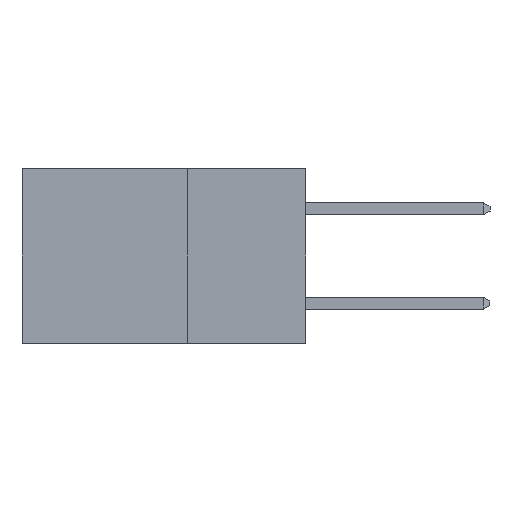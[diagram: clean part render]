
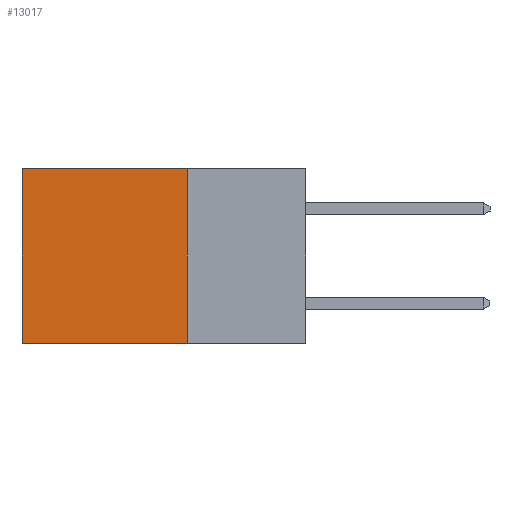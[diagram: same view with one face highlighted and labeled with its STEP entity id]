
A CAD part, left-side view. The second image highlights one B-rep face of the part: STEP entity #13017.
In plain terms, the highlighted planar face has unit normal (-1, 0, 0).
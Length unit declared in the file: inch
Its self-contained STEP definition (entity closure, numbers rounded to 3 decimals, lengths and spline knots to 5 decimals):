
#20 = DIRECTION ( 'NONE',  ( 0., 0., -1. ) ) ;
#186 = CARTESIAN_POINT ( 'NONE',  ( 0.298, 0.25, 0. ) ) ;
#286 = VERTEX_POINT ( 'NONE', #8724 ) ;
#1342 = VECTOR ( 'NONE', #3606, 39.37008 ) ;
#2113 = EDGE_CURVE ( 'NONE', #3176, #7126, #13023, .T. ) ;
#2648 = EDGE_CURVE ( 'NONE', #7126, #286, #4087, .T. ) ;
#3072 = CARTESIAN_POINT ( 'NONE',  ( 0.298, 0.25, -0.37 ) ) ;
#3176 = VERTEX_POINT ( 'NONE', #8831 ) ;
#3392 = PLANE ( 'NONE',  #12676 ) ;
#3606 = DIRECTION ( 'NONE',  ( 0., 0., -1. ) ) ;
#4087 = LINE ( 'NONE', #9656, #11662 ) ;
#4325 = EDGE_CURVE ( 'NONE', #3176, #8918, #9224, .T. ) ;
#5094 = CARTESIAN_POINT ( 'NONE',  ( 0.298, 0.6, 0. ) ) ;
#5311 = CARTESIAN_POINT ( 'NONE',  ( 0.298, 0.25, 0. ) ) ;
#5825 = ORIENTED_EDGE ( 'NONE', *, *, #4325, .F. ) ;
#6458 = DIRECTION ( 'NONE',  ( 1., 0., 0. ) ) ;
#7126 = VERTEX_POINT ( 'NONE', #5094 ) ;
#7241 = DIRECTION ( 'NONE',  ( 0., 1., 0. ) ) ;
#7526 = VECTOR ( 'NONE', #7241, 39.37008 ) ;
#7781 = EDGE_LOOP ( 'NONE', ( #10139, #10726, #5825, #11042 ) ) ;
#8567 = FACE_OUTER_BOUND ( 'NONE', #7781, .T. ) ;
#8724 = CARTESIAN_POINT ( 'NONE',  ( 0.298, 0.6, -0.37 ) ) ;
#8831 = CARTESIAN_POINT ( 'NONE',  ( 0.298, 0.25, 0. ) ) ;
#8918 = VERTEX_POINT ( 'NONE', #12742 ) ;
#9224 = LINE ( 'NONE', #186, #1342 ) ;
#9257 = VECTOR ( 'NONE', #12001, 39.37008 ) ;
#9656 = CARTESIAN_POINT ( 'NONE',  ( 0.298, 0.6, 0. ) ) ;
#9851 = LINE ( 'NONE', #3072, #9257 ) ;
#10139 = ORIENTED_EDGE ( 'NONE', *, *, #2648, .T. ) ;
#10578 = EDGE_CURVE ( 'NONE', #8918, #286, #9851, .T. ) ;
#10726 = ORIENTED_EDGE ( 'NONE', *, *, #10578, .F. ) ;
#11042 = ORIENTED_EDGE ( 'NONE', *, *, #2113, .T. ) ;
#11662 = VECTOR ( 'NONE', #12975, 39.37008 ) ;
#12001 = DIRECTION ( 'NONE',  ( 0., 1., 0. ) ) ;
#12310 = CARTESIAN_POINT ( 'NONE',  ( 0.298, 0.25, 0. ) ) ;
#12676 = AXIS2_PLACEMENT_3D ( 'NONE', #12310, #6458, #20 ) ;
#12742 = CARTESIAN_POINT ( 'NONE',  ( 0.298, 0.25, -0.37 ) ) ;
#12975 = DIRECTION ( 'NONE',  ( 0., 0., -1. ) ) ;
#13017 = ADVANCED_FACE ( 'NONE', ( #8567 ), #3392, .F. ) ;
#13023 = LINE ( 'NONE', #5311, #7526 ) ;
